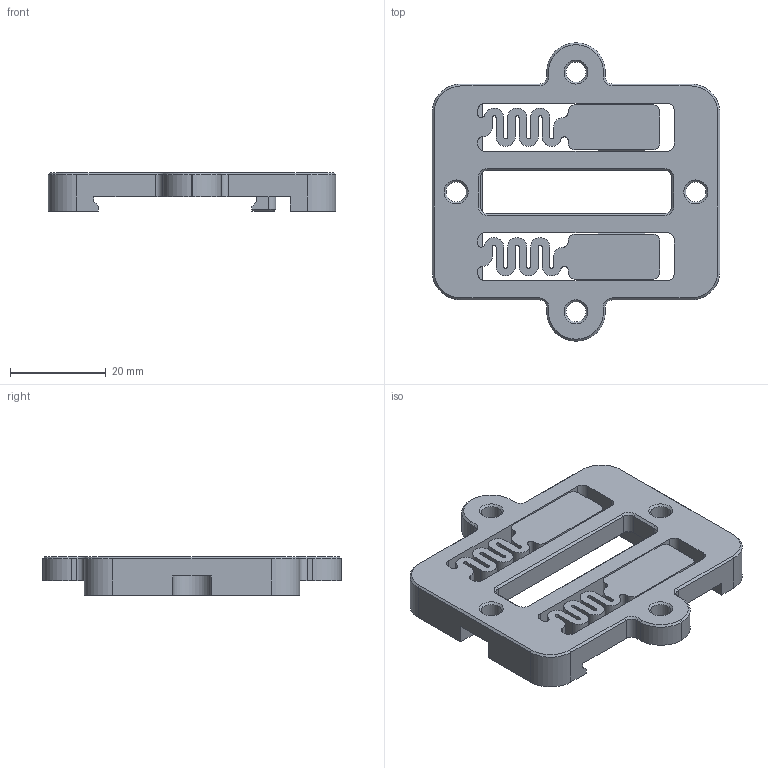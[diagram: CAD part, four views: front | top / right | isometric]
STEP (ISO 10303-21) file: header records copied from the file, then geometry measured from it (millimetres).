
FILE_DESCRIPTION(/* description */ ('FreeCAD Model'),/* implementation_level */ '2;1');
FILE_NAME(/* name */ 'LRS-200-24_PSU_DIN_mount.step',/* time_stamp */ '2025-04-21T17:35:22-05:00',/* author */ (''),/* organization */ (''),/* preprocessor_version */ 'ST-DEVELOPER v20.1',/* originating_system */ 'Autodesk Translation Framework v14.4.0.0',/* authorisation */ '');
FILE_SCHEMA (('AUTOMOTIVE_DESIGN { 1 0 10303 214 3 1 1 }'));
Length unit declared in the file: millimetre
Products named in the file (2): unibody-simple; unibody-simple-body
Assembly tree (1 placements, depth 2):
  unibody-simple
    unibody-simple-body
Bounding box: 60 x 62.2 x 8 mm (x, y, z)
Volume: 12725.3 mm3; surface area: 9453.2 mm2
Topology: 1 solids, 1 shells, 269 faces, 717 edges, 458 vertices
Faces by surface type: plane 152, cylinder 77, cone 36, bspline 4
Full cylindrical faces by diameter (mm): 4.2 x4, 8.1 x2
Entity records: 8607 total; most frequent: CARTESIAN_POINT 1689, DIRECTION 1439, ORIENTED_EDGE 1434, EDGE_CURVE 717, LINE 515, VECTOR 515, AXIS2_PLACEMENT_3D 462, VERTEX_POINT 458
